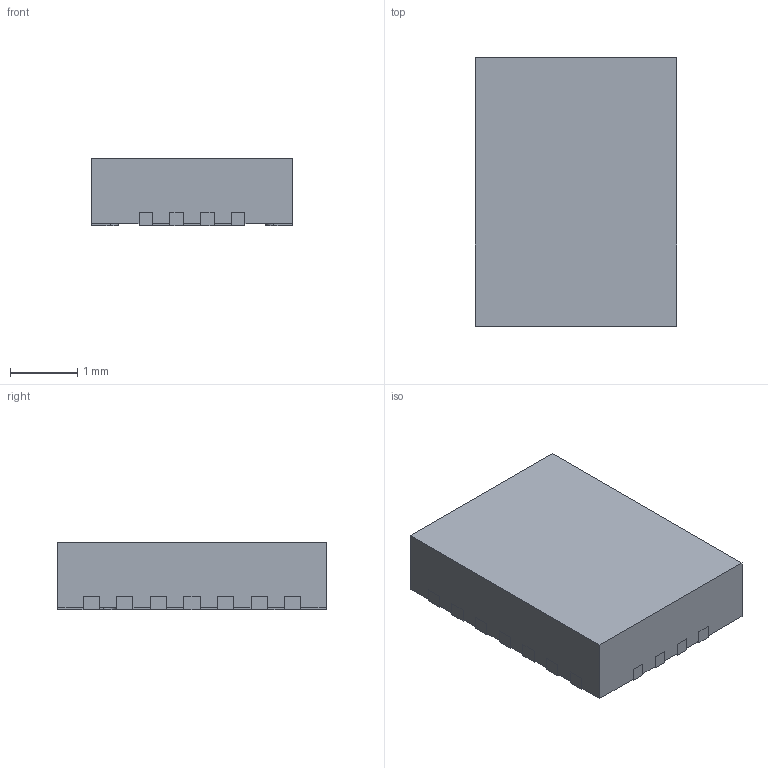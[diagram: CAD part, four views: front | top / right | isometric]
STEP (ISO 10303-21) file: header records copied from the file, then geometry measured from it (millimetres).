
FILE_DESCRIPTION((''),'2;1');
FILE_NAME('DSJ0014A_ASM','2018-11-06T10:25:56',('a0412086'),(''),'CREO PARAMETRIC BY PTC INC, 2018020','CREO PARAMETRIC BY PTC INC, 2018020','');
FILE_SCHEMA(('AUTOMOTIVE_DESIGN { 1 0 10303 214 1 1 1 1 }'));
Length unit declared in the file: millimetre
Products named in the file (3): FRAME; MOLD; DSJ0014A_ASM
Assembly tree (2 placements, depth 2):
  DSJ0014A_ASM
    FRAME
    MOLD
Bounding box: 3 x 4 x 1 mm (x, y, z)
Volume: 11.9 mm3; surface area: 62.2 mm2
Topology: 16 solids, 16 shells, 208 faces, 528 edges, 352 vertices
Faces by surface type: plane 178, cylinder 30
Entity records: 8340 total; most frequent: CARTESIAN_POINT 1127, ORIENTED_EDGE 1056, DIRECTION 1053, PRESENTATION_STYLE_ASSIGNMENT 566, STYLED_ITEM 544, CURVE_STYLE 528, EDGE_CURVE 528, VECTOR 468
